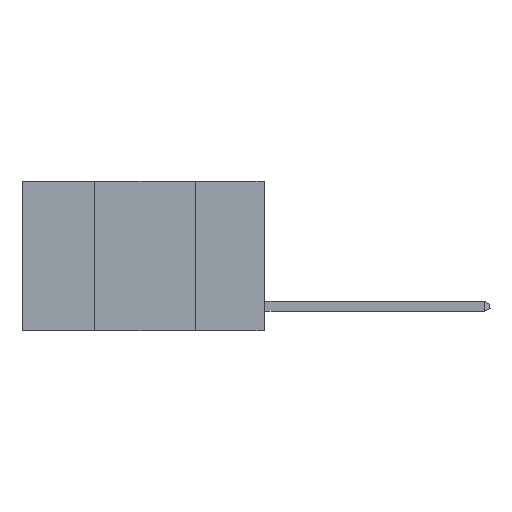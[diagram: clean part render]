
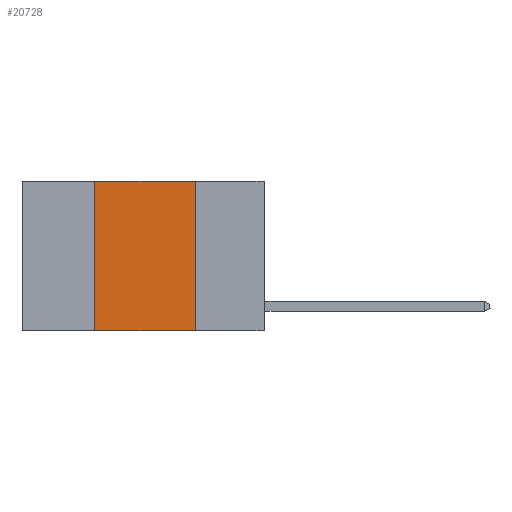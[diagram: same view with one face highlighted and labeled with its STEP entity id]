
A CAD part, left-side view. The second image highlights one B-rep face of the part: STEP entity #20728.
In plain terms, the highlighted planar face has unit normal (-1, 0, 0).
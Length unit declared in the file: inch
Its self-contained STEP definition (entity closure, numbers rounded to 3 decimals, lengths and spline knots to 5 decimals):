
#13 = FACE_OUTER_BOUND ( 'NONE', #20993, .T. ) ;
#410 = CARTESIAN_POINT ( 'NONE',  ( 0., 0.17, 0. ) ) ;
#1002 = CARTESIAN_POINT ( 'NONE',  ( 0., 0.6, -0.37 ) ) ;
#1381 = DIRECTION ( 'NONE',  ( 0., -1., 0. ) ) ;
#1391 = EDGE_CURVE ( 'NONE', #18132, #11621, #9560, .T. ) ;
#1544 = CARTESIAN_POINT ( 'NONE',  ( 0., 0.17, 0. ) ) ;
#3587 = AXIS2_PLACEMENT_3D ( 'NONE', #21152, #7932, #4039 ) ;
#4039 = DIRECTION ( 'NONE',  ( 0., 0., -1. ) ) ;
#4314 = CARTESIAN_POINT ( 'NONE',  ( 0., 0.42, -0.37 ) ) ;
#4697 = VECTOR ( 'NONE', #22406, 39.37008 ) ;
#5210 = VECTOR ( 'NONE', #19053, 39.37008 ) ;
#5814 = ORIENTED_EDGE ( 'NONE', *, *, #12486, .F. ) ;
#6019 = VECTOR ( 'NONE', #1381, 39.37008 ) ;
#6089 = ORIENTED_EDGE ( 'NONE', *, *, #18434, .F. ) ;
#7154 = CARTESIAN_POINT ( 'NONE',  ( 0., 0.42, 0. ) ) ;
#7724 = VERTEX_POINT ( 'NONE', #4314 ) ;
#7932 = DIRECTION ( 'NONE',  ( 1., 0., 0. ) ) ;
#9560 = LINE ( 'NONE', #1544, #18367 ) ;
#11493 = CARTESIAN_POINT ( 'NONE',  ( 0., 0.17, -0.37 ) ) ;
#11565 = CARTESIAN_POINT ( 'NONE',  ( 0., 0.42, 0. ) ) ;
#11621 = VERTEX_POINT ( 'NONE', #11493 ) ;
#12486 = EDGE_CURVE ( 'NONE', #7724, #19673, #23169, .T. ) ;
#13017 = LINE ( 'NONE', #18656, #4697 ) ;
#13515 = PLANE ( 'NONE',  #3587 ) ;
#14921 = DIRECTION ( 'NONE',  ( 0., 0., -1. ) ) ;
#16631 = ORIENTED_EDGE ( 'NONE', *, *, #1391, .F. ) ;
#18132 = VERTEX_POINT ( 'NONE', #410 ) ;
#18367 = VECTOR ( 'NONE', #14921, 39.37008 ) ;
#18434 = EDGE_CURVE ( 'NONE', #19673, #18132, #13017, .T. ) ;
#18508 = LINE ( 'NONE', #1002, #6019 ) ;
#18656 = CARTESIAN_POINT ( 'NONE',  ( 0., 0.6, 0. ) ) ;
#19053 = DIRECTION ( 'NONE',  ( 0., 0., 1. ) ) ;
#19673 = VERTEX_POINT ( 'NONE', #7154 ) ;
#20353 = ORIENTED_EDGE ( 'NONE', *, *, #20940, .T. ) ;
#20728 = ADVANCED_FACE ( 'NONE', ( #13 ), #13515, .F. ) ;
#20940 = EDGE_CURVE ( 'NONE', #7724, #11621, #18508, .T. ) ;
#20993 = EDGE_LOOP ( 'NONE', ( #16631, #6089, #5814, #20353 ) ) ;
#21152 = CARTESIAN_POINT ( 'NONE',  ( 0., 0.6, 0. ) ) ;
#22406 = DIRECTION ( 'NONE',  ( 0., -1., 0. ) ) ;
#23169 = LINE ( 'NONE', #11565, #5210 ) ;
